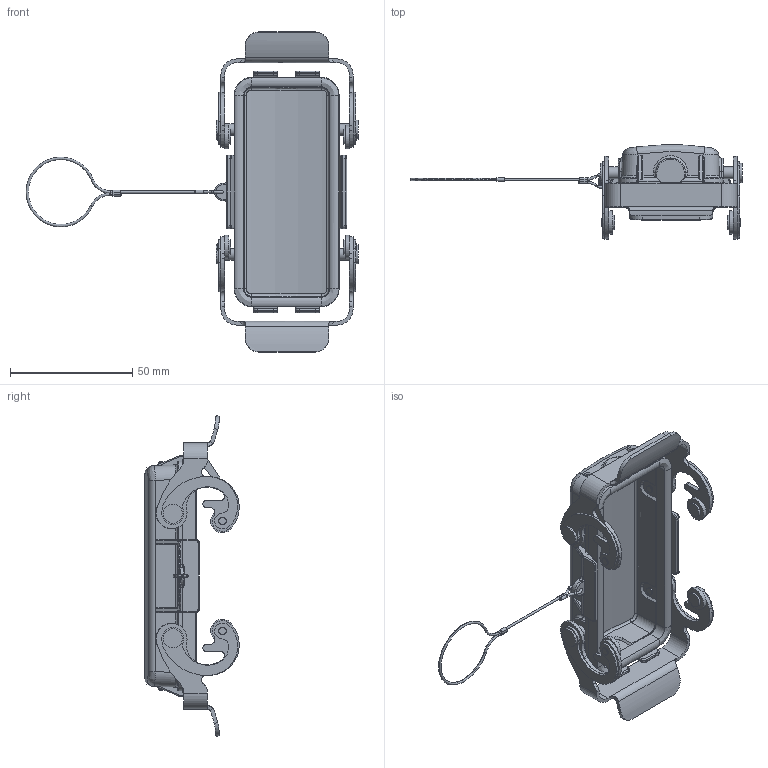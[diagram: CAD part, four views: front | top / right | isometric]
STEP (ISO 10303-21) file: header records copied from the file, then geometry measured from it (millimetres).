
FILE_DESCRIPTION(/* description */ (''),/* implementation_level */ '2;1');
FILE_NAME(/* name */ 'H16B-MCV-2L.1S.stp',/* time_stamp */ '2023-09-26T14:51:53+08:00',/* author */ (''),/* organization */ (''),/* preprocessor_version */ 'ST-DEVELOPER v16',/* originating_system */ 'SIEMENS PLM Software NX 10.0',/* authorisation */ '');
FILE_SCHEMA (('AUTOMOTIVE_DESIGN { 1 0 10303 214 3 1 1 1 }'));
Length unit declared in the file: millimetre
Products named in the file (1): Admi501CC908kmo5
Bounding box: 135.69 x 38.61 x 130.86 mm (x, y, z)
Volume: 32855.2 mm3; surface area: 32489.6 mm2
Topology: 1 solids, 2 shells, 821 faces, 2106 edges, 1334 vertices
Faces by surface type: cylinder 404, plane 265, torus 82, bspline 68, cone 2
Full cylindrical faces by diameter (mm): 1 x2, 3 x4, 3.1 x4, 3.9 x8, 4.8 x4, 4.9 x4, 6 x4, 7.8 x4, 9.6 x4
Entity records: 27763 total; most frequent: CARTESIAN_POINT 7282, DIRECTION 4338, ORIENTED_EDGE 4130, EDGE_CURVE 2065, AXIS2_PLACEMENT_3D 1711, VERTEX_POINT 1332, LINE 916, VECTOR 916
